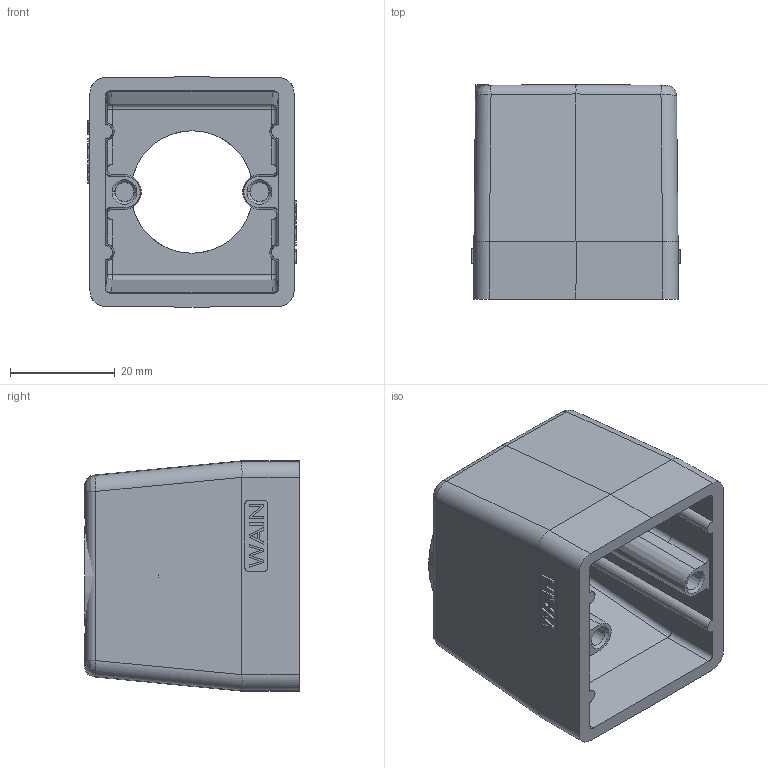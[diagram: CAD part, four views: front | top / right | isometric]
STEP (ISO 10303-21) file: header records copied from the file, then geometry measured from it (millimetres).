
FILE_DESCRIPTION((''),'2;1');
FILE_NAME('3D_1290024001001_H2M-TE-M32_V1_','2020-08-31T',('lian.chen'),(''),'PRO/ENGINEER BY PARAMETRIC TECHNOLOGY CORPORATION, 2012480','PRO/ENGINEER BY PARAMETRIC TECHNOLOGY CORPORATION, 2012480','');
FILE_SCHEMA(('AUTOMOTIVE_DESIGN { 1 0 10303 214 1 1 1 1 }'));
Length unit declared in the file: millimetre
Products named in the file (1): 3D_1290024001001_H2M-TE-M32_V1_
Bounding box: 39.9 x 41 x 44 mm (x, y, z)
Volume: 22211.4 mm3; surface area: 15126.5 mm2
Topology: 1 solids, 2 shells, 238 faces, 638 edges, 412 vertices
Faces by surface type: plane 141, cylinder 57, extrusion 14, cone 14, bspline 8, sphere 4
Entity records: 8837 total; most frequent: CARTESIAN_POINT 2795, ORIENTED_EDGE 1266, DIRECTION 1066, EDGE_CURVE 634, VECTOR 442, LINE 428, VERTEX_POINT 412, AXIS2_PLACEMENT_3D 312
